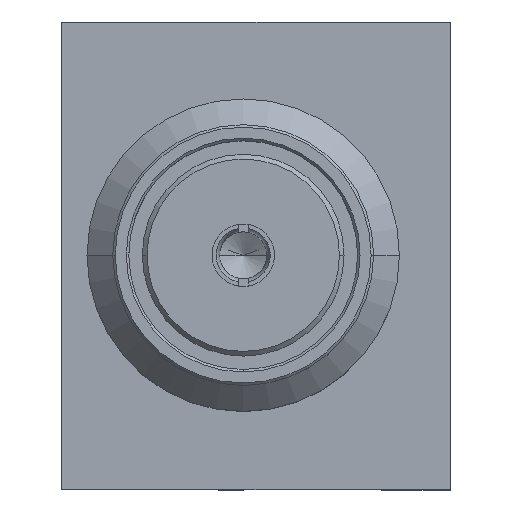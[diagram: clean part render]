
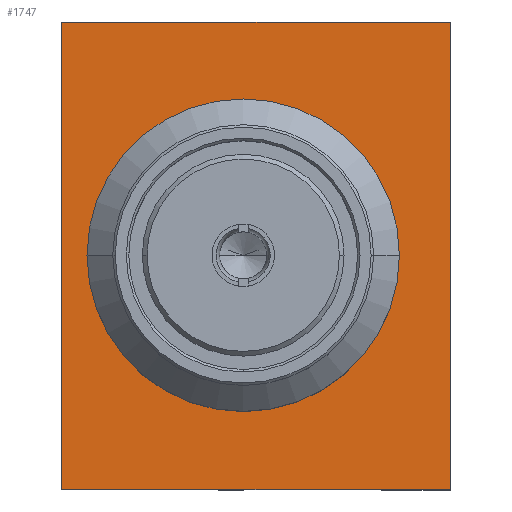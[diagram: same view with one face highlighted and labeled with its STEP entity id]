
A CAD part, top view. The second image highlights one B-rep face of the part: STEP entity #1747.
In plain terms, the highlighted planar face has unit normal (0, 0, 1).
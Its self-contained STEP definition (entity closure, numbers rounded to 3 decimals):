
#593=DIRECTION('',(1.,0.,0.));
#594=VECTOR('',#593,7.9);
#595=CARTESIAN_POINT('',(-3.69,4.75,0.));
#596=LINE('',#595,#594);
#597=DIRECTION('',(0.,-1.,0.));
#598=VECTOR('',#597,9.5);
#599=CARTESIAN_POINT('',(4.21,4.75,0.));
#600=LINE('',#599,#598);
#601=DIRECTION('',(-1.,0.,0.));
#602=VECTOR('',#601,7.9);
#603=CARTESIAN_POINT('',(4.21,-4.75,0.));
#604=LINE('',#603,#602);
#605=DIRECTION('',(0.,1.,0.));
#606=VECTOR('',#605,9.5);
#607=CARTESIAN_POINT('',(-3.69,-4.75,0.));
#608=LINE('',#607,#606);
#609=CARTESIAN_POINT('',(0.,0.,0.));
#610=DIRECTION('',(0.,0.,-1.));
#611=DIRECTION('',(1.,0.,0.));
#612=AXIS2_PLACEMENT_3D('',#609,#610,#611);
#614=CARTESIAN_POINT('',(0.,0.,0.));
#615=DIRECTION('',(0.,0.,-1.));
#616=DIRECTION('',(-1.,0.,0.));
#617=AXIS2_PLACEMENT_3D('',#614,#615,#616);
#1473=CARTESIAN_POINT('',(-3.69,4.75,0.));
#1474=CARTESIAN_POINT('',(4.21,4.75,0.));
#1475=VERTEX_POINT('',#1473);
#1476=VERTEX_POINT('',#1474);
#1477=CARTESIAN_POINT('',(4.21,-4.75,0.));
#1478=VERTEX_POINT('',#1477);
#1479=CARTESIAN_POINT('',(-3.69,-4.75,0.));
#1480=VERTEX_POINT('',#1479);
#1485=CARTESIAN_POINT('',(2.65,0.,0.));
#1486=CARTESIAN_POINT('',(-2.65,0.,0.));
#1487=VERTEX_POINT('',#1485);
#1488=VERTEX_POINT('',#1486);
#1727=CARTESIAN_POINT('',(0.,0.,0.));
#1728=DIRECTION('',(0.,0.,-1.));
#1729=DIRECTION('',(0.,-1.,0.));
#1730=AXIS2_PLACEMENT_3D('',#1727,#1728,#1729);
#1731=PLANE('',#1730);
#1733=ORIENTED_EDGE('',*,*,#1732,.T.);
#1735=ORIENTED_EDGE('',*,*,#1734,.T.);
#1737=ORIENTED_EDGE('',*,*,#1736,.T.);
#1739=ORIENTED_EDGE('',*,*,#1738,.T.);
#1740=EDGE_LOOP('',(#1733,#1735,#1737,#1739));
#1741=FACE_OUTER_BOUND('',#1740,.F.);
#1742=ORIENTED_EDGE('',*,*,#1704,.F.);
#1744=ORIENTED_EDGE('',*,*,#1743,.F.);
#1745=EDGE_LOOP('',(#1742,#1744));
#1746=FACE_BOUND('',#1745,.F.);
#613=CIRCLE('',#612,2.65);
#618=CIRCLE('',#617,2.65);
#1704=EDGE_CURVE('',#1487,#1488,#613,.T.);
#1732=EDGE_CURVE('',#1475,#1476,#596,.T.);
#1734=EDGE_CURVE('',#1476,#1478,#600,.T.);
#1736=EDGE_CURVE('',#1478,#1480,#604,.T.);
#1738=EDGE_CURVE('',#1480,#1475,#608,.T.);
#1743=EDGE_CURVE('',#1488,#1487,#618,.T.);
#1747=ADVANCED_FACE('',(#1741,#1746),#1731,.F.);
